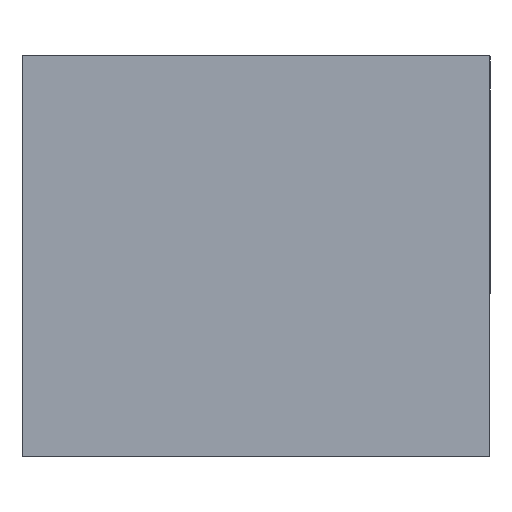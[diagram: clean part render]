
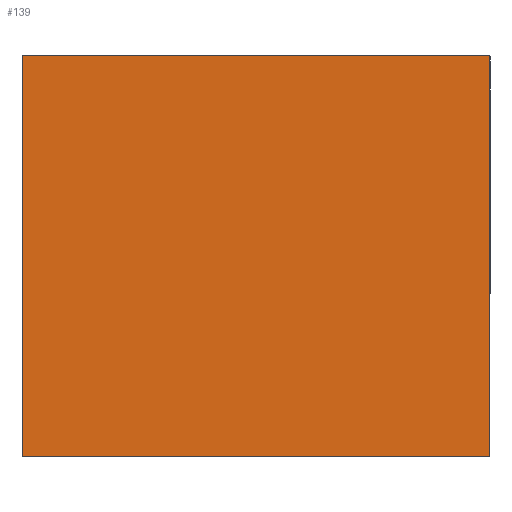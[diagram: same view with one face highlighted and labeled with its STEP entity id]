
A CAD part, left-side view. The second image highlights one B-rep face of the part: STEP entity #139.
In plain terms, the highlighted planar face has unit normal (-1, 0, 0).
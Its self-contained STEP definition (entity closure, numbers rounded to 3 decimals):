
#17=LINE('',#276,#29);
#22=LINE('',#330,#34);
#23=LINE('',#333,#35);
#24=LINE('',#334,#36);
#29=VECTOR('',#168,10.);
#34=VECTOR('',#175,10.);
#35=VECTOR('',#178,10.);
#36=VECTOR('',#179,10.);
#44=PLANE('',#159);
#52=FACE_OUTER_BOUND('',#60,.T.);
#60=EDGE_LOOP('',(#116,#117,#118,#119));
#73=VERTEX_POINT('',#273);
#74=VERTEX_POINT('',#275);
#77=VERTEX_POINT('',#328);
#78=VERTEX_POINT('',#332);
#86=EDGE_CURVE('',#74,#73,#17,.T.);
#92=EDGE_CURVE('',#77,#73,#22,.T.);
#93=EDGE_CURVE('',#78,#74,#23,.T.);
#94=EDGE_CURVE('',#78,#77,#24,.T.);
#116=ORIENTED_EDGE('',*,*,#93,.T.);
#117=ORIENTED_EDGE('',*,*,#86,.T.);
#118=ORIENTED_EDGE('',*,*,#92,.F.);
#119=ORIENTED_EDGE('',*,*,#94,.F.);
#139=ADVANCED_FACE('',(#52),#44,.T.);
#159=AXIS2_PLACEMENT_3D('',#331,#176,#177);
#168=DIRECTION('',(0.,0.,1.));
#175=DIRECTION('',(0.,-1.,0.));
#176=DIRECTION('center_axis',(-1.,0.,0.));
#177=DIRECTION('ref_axis',(0.,-1.,0.));
#178=DIRECTION('',(0.,-1.,0.));
#179=DIRECTION('',(0.,0.,1.));
#273=CARTESIAN_POINT('',(-16.,-3.5,6.));
#275=CARTESIAN_POINT('',(-16.,-3.5,0.));
#276=CARTESIAN_POINT('',(-16.,-3.5,0.));
#328=CARTESIAN_POINT('',(-16.,3.5,6.));
#330=CARTESIAN_POINT('',(-16.,3.5,6.));
#331=CARTESIAN_POINT('Origin',(-16.,3.5,0.));
#332=CARTESIAN_POINT('',(-16.,3.5,0.));
#333=CARTESIAN_POINT('',(-16.,3.5,0.));
#334=CARTESIAN_POINT('',(-16.,3.5,0.));
